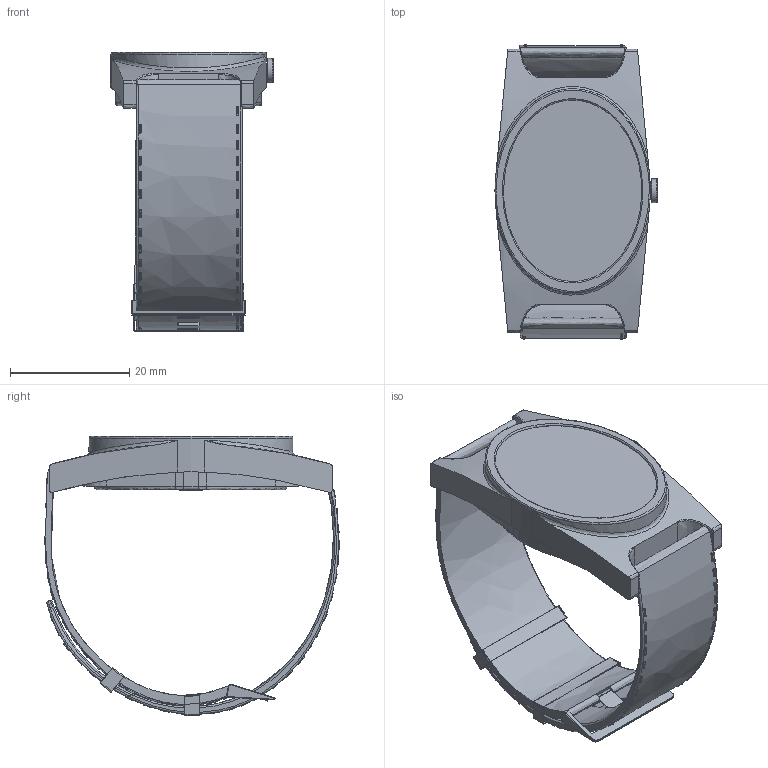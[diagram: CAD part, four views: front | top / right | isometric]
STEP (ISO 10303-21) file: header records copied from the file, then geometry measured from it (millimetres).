
FILE_DESCRIPTION(('FreeCAD Model'),'2;1');
FILE_NAME('Open CASCADE Shape Model','2025-05-04T12:25:24',('FreeCAD'),( 'FreeCAD'),'Open CASCADE STEP processor 7.6','FreeCAD','Unknown');
FILE_SCHEMA(('AUTOMOTIVE_DESIGN { 1 0 10303 214 1 1 1 1 }'));
Products named in the file (1): Open CASCADE STEP translator 7.6 1
Bounding box: 27.21 x 49.38 x 46.82 mm (x, y, z)
Volume: 5637.2 mm3; surface area: 13477.3 mm2
Topology: 146 solids, 146 shells, 2661 faces, 5861 edges, 3498 vertices
Faces by surface type: bspline 2661
Entity records: 87863 total; most frequent: CARTESIAN_POINT 52973, ORIENTED_EDGE 11714, EDGE_CURVE 5857, B_SPLINE_CURVE_WITH_KNOTS 3986, VERTEX_POINT 3498, FACE_BOUND 2729, EDGE_LOOP 2729, ADVANCED_FACE 2661
